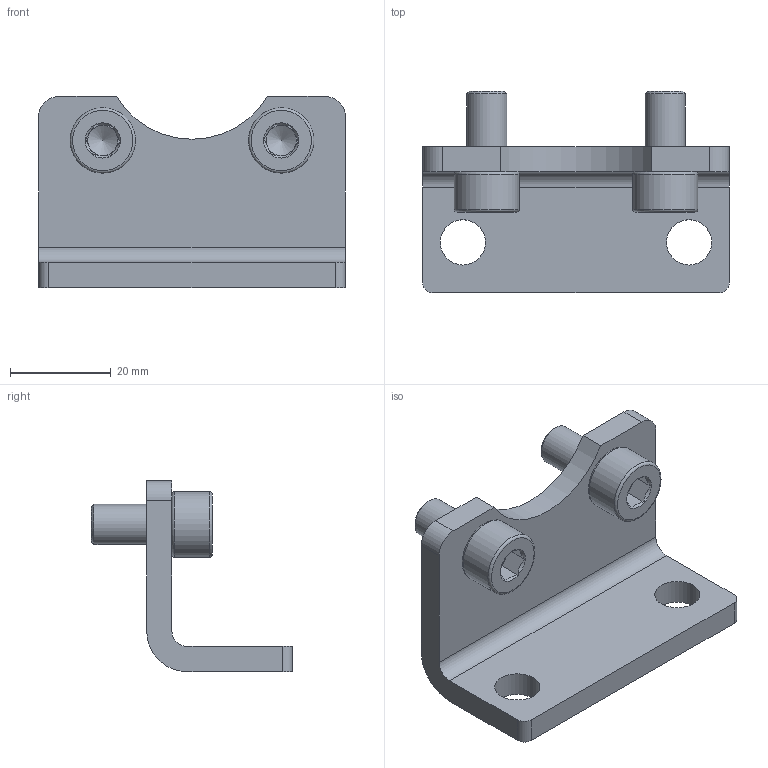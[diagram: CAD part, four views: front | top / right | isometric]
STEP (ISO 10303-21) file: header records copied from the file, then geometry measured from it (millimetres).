
FILE_DESCRIPTION(/* description */ (''),/* implementation_level */ '2;1');
FILE_NAME(/* name */ 'AF63E.stp',/* time_stamp */ '2019-01-03T12:10:12+01:00',/* author */ ('dansca'),/* organization */ (''),/* preprocessor_version */ 'ST-DEVELOPER v17.2',/* originating_system */ 'Autodesk Inventor 2019',/* authorisation */ '');
FILE_SCHEMA (('AUTOMOTIVE_DESIGN { 1 0 10303 214 3 1 1 }'));
Length unit declared in the file: millimetre
Products named in the file (3): AF63E; AF63E_1; VM816
Assembly tree (3 placements, depth 2):
  AF63E
    AF63E_1
    VM816  x2
Bounding box: 61 x 40 x 38 mm (x, y, z)
Volume: 19372.1 mm3; surface area: 10291.3 mm2
Topology: 3 solids, 3 shells, 64 faces, 168 edges, 112 vertices
Faces by surface type: plane 39, cylinder 15, cone 6, torus 4
Full cylindrical faces by diameter (mm): 8 x2, 9 x4, 13 x2
Entity records: 1457 total; most frequent: CARTESIAN_POINT 262, DIRECTION 239, ORIENTED_EDGE 224, EDGE_CURVE 112, AXIS2_PLACEMENT_3D 92, VERTEX_POINT 76, LINE 55, VECTOR 55
